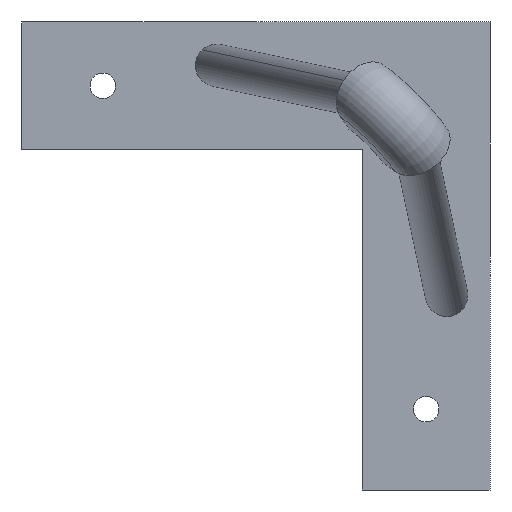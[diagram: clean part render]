
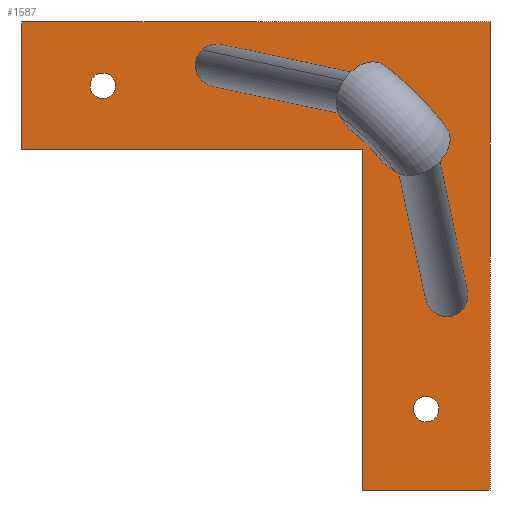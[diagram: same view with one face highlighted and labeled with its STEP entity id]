
A CAD part, front view. The second image highlights one B-rep face of the part: STEP entity #1587.
In plain terms, the highlighted planar face has unit normal (0, -1, 0).
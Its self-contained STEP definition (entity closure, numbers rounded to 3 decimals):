
#8 = AXIS2_PLACEMENT_3D ( 'NONE', #730, #275, #624 ) ;
#11 = CARTESIAN_POINT ( 'NONE',  ( -15., -3., -28. ) ) ;
#24 = CIRCLE ( 'NONE', #1150, 3. ) ;
#32 = CARTESIAN_POINT ( 'NONE',  ( -110., -3., -30. ) ) ;
#43 = CARTESIAN_POINT ( 'NONE',  ( 0., -3., 0. ) ) ;
#70 = AXIS2_PLACEMENT_3D ( 'NONE', #1471, #496, #508 ) ;
#76 = DIRECTION ( 'NONE',  ( 0., 1., 0. ) ) ;
#93 = VERTEX_POINT ( 'NONE', #439 ) ;
#99 = PLANE ( 'NONE',  #1413 ) ;
#104 = CARTESIAN_POINT ( 'NONE',  ( -15., -3., -34. ) ) ;
#120 = VECTOR ( 'NONE', #355, 1000. ) ;
#129 = ORIENTED_EDGE ( 'NONE', *, *, #1495, .T. ) ;
#146 = CARTESIAN_POINT ( 'NONE',  ( -15., -3., -94. ) ) ;
#148 = DIRECTION ( 'NONE',  ( -1., 0., 0. ) ) ;
#184 = CARTESIAN_POINT ( 'NONE',  ( -31., -3., -12. ) ) ;
#189 = VECTOR ( 'NONE', #556, 1000. ) ;
#191 = CARTESIAN_POINT ( 'NONE',  ( -15., -3., -88. ) ) ;
#192 = VECTOR ( 'NONE', #1342, 1000. ) ;
#193 = FACE_BOUND ( 'NONE', #807, .T. ) ;
#197 = EDGE_CURVE ( 'NONE', #1314, #1196, #760, .T. ) ;
#198 = ORIENTED_EDGE ( 'NONE', *, *, #466, .F. ) ;
#201 = CIRCLE ( 'NONE', #70, 3. ) ;
#210 = CARTESIAN_POINT ( 'NONE',  ( 0., -3., 0. ) ) ;
#212 = CARTESIAN_POINT ( 'NONE',  ( 0., -3., -110. ) ) ;
#215 = EDGE_LOOP ( 'NONE', ( #1080, #1298 ) ) ;
#243 = CARTESIAN_POINT ( 'NONE',  ( -110., -3., 0. ) ) ;
#244 = DIRECTION ( 'NONE',  ( 0., 0., 1. ) ) ;
#247 = EDGE_CURVE ( 'NONE', #641, #1435, #201, .T. ) ;
#270 = DIRECTION ( 'NONE',  ( 0., 0., -1. ) ) ;
#275 = DIRECTION ( 'NONE',  ( 0., 1., 0. ) ) ;
#314 = EDGE_CURVE ( 'NONE', #1338, #757, #24, .T. ) ;
#316 = CIRCLE ( 'NONE', #8, 3. ) ;
#334 = AXIS2_PLACEMENT_3D ( 'NONE', #1346, #1370, #739 ) ;
#352 = ORIENTED_EDGE ( 'NONE', *, *, #1282, .T. ) ;
#355 = DIRECTION ( 'NONE',  ( 1., 0., 0. ) ) ;
#364 = DIRECTION ( 'NONE',  ( 0., 0., 1. ) ) ;
#374 = EDGE_CURVE ( 'NONE', #566, #1538, #1358, .T. ) ;
#379 = ORIENTED_EDGE ( 'NONE', *, *, #197, .T. ) ;
#385 = CIRCLE ( 'NONE', #334, 3. ) ;
#389 = EDGE_CURVE ( 'NONE', #1538, #1068, #1021, .T. ) ;
#406 = EDGE_CURVE ( 'NONE', #93, #1018, #849, .T. ) ;
#407 = DIRECTION ( 'NONE',  ( 0., 1., 0. ) ) ;
#430 = CARTESIAN_POINT ( 'NONE',  ( -110., -3., -30. ) ) ;
#436 = ORIENTED_EDGE ( 'NONE', *, *, #1119, .T. ) ;
#439 = CARTESIAN_POINT ( 'NONE',  ( 0., -3., -110. ) ) ;
#455 = VERTEX_POINT ( 'NONE', #104 ) ;
#457 = ORIENTED_EDGE ( 'NONE', *, *, #247, .T. ) ;
#466 = EDGE_CURVE ( 'NONE', #1068, #890, #1087, .T. ) ;
#496 = DIRECTION ( 'NONE',  ( 0., 1., 0. ) ) ;
#508 = DIRECTION ( 'NONE',  ( 0., 0., 1. ) ) ;
#514 = CARTESIAN_POINT ( 'NONE',  ( -30., -3., -30. ) ) ;
#515 = AXIS2_PLACEMENT_3D ( 'NONE', #1368, #650, #655 ) ;
#524 = DIRECTION ( 'NONE',  ( 0., 0., 1. ) ) ;
#556 = DIRECTION ( 'NONE',  ( 0., 0., 1. ) ) ;
#566 = VERTEX_POINT ( 'NONE', #514 ) ;
#582 = EDGE_LOOP ( 'NONE', ( #457, #436 ) ) ;
#624 = DIRECTION ( 'NONE',  ( 0., 0., 1. ) ) ;
#641 = VERTEX_POINT ( 'NONE', #191 ) ;
#650 = DIRECTION ( 'NONE',  ( 0., 1., 0. ) ) ;
#655 = DIRECTION ( 'NONE',  ( 0., 0., 1. ) ) ;
#669 = CIRCLE ( 'NONE', #958, 3. ) ;
#672 = DIRECTION ( 'NONE',  ( 0., 1., 0. ) ) ;
#673 = FACE_BOUND ( 'NONE', #215, .T. ) ;
#694 = EDGE_LOOP ( 'NONE', ( #1348, #129 ) ) ;
#702 = DIRECTION ( 'NONE',  ( 0., 1., 0. ) ) ;
#713 = DIRECTION ( 'NONE',  ( 0., 1., 0. ) ) ;
#730 = CARTESIAN_POINT ( 'NONE',  ( -91., -3., -15. ) ) ;
#733 = EDGE_CURVE ( 'NONE', #1472, #455, #979, .T. ) ;
#739 = DIRECTION ( 'NONE',  ( 0., 0., 1. ) ) ;
#757 = VERTEX_POINT ( 'NONE', #945 ) ;
#760 = CIRCLE ( 'NONE', #896, 3. ) ;
#785 = LINE ( 'NONE', #1512, #189 ) ;
#794 = FACE_BOUND ( 'NONE', #694, .T. ) ;
#807 = EDGE_LOOP ( 'NONE', ( #352, #379 ) ) ;
#849 = LINE ( 'NONE', #212, #192 ) ;
#862 = VECTOR ( 'NONE', #148, 1000. ) ;
#890 = VERTEX_POINT ( 'NONE', #1147 ) ;
#891 = DIRECTION ( 'NONE',  ( 0., 0., 1. ) ) ;
#896 = AXIS2_PLACEMENT_3D ( 'NONE', #1221, #713, #244 ) ;
#945 = CARTESIAN_POINT ( 'NONE',  ( -91., -3., -12. ) ) ;
#958 = AXIS2_PLACEMENT_3D ( 'NONE', #1136, #407, #891 ) ;
#979 = CIRCLE ( 'NONE', #1261, 3. ) ;
#994 = CARTESIAN_POINT ( 'NONE',  ( -110., -3., 0. ) ) ;
#1011 = LINE ( 'NONE', #43, #1441 ) ;
#1018 = VERTEX_POINT ( 'NONE', #1222 ) ;
#1021 = LINE ( 'NONE', #32, #1279 ) ;
#1068 = VERTEX_POINT ( 'NONE', #994 ) ;
#1080 = ORIENTED_EDGE ( 'NONE', *, *, #1394, .T. ) ;
#1087 = LINE ( 'NONE', #243, #120 ) ;
#1101 = EDGE_LOOP ( 'NONE', ( #198, #1527, #1445, #1322, #1303, #1362 ) ) ;
#1110 = CIRCLE ( 'NONE', #515, 3. ) ;
#1119 = EDGE_CURVE ( 'NONE', #1435, #641, #1110, .T. ) ;
#1136 = CARTESIAN_POINT ( 'NONE',  ( -15., -3., -31. ) ) ;
#1144 = CARTESIAN_POINT ( 'NONE',  ( -15., -3., -31. ) ) ;
#1147 = CARTESIAN_POINT ( 'NONE',  ( 0., -3., 0. ) ) ;
#1150 = AXIS2_PLACEMENT_3D ( 'NONE', #1457, #702, #364 ) ;
#1193 = DIRECTION ( 'NONE',  ( 0., 0., 1. ) ) ;
#1195 = FACE_OUTER_BOUND ( 'NONE', #1101, .T. ) ;
#1196 = VERTEX_POINT ( 'NONE', #184 ) ;
#1221 = CARTESIAN_POINT ( 'NONE',  ( -31., -3., -15. ) ) ;
#1222 = CARTESIAN_POINT ( 'NONE',  ( -30., -3., -110. ) ) ;
#1251 = CARTESIAN_POINT ( 'NONE',  ( -30., -3., -30. ) ) ;
#1261 = AXIS2_PLACEMENT_3D ( 'NONE', #1144, #672, #1193 ) ;
#1279 = VECTOR ( 'NONE', #524, 1000. ) ;
#1282 = EDGE_CURVE ( 'NONE', #1196, #1314, #385, .T. ) ;
#1298 = ORIENTED_EDGE ( 'NONE', *, *, #314, .T. ) ;
#1303 = ORIENTED_EDGE ( 'NONE', *, *, #406, .F. ) ;
#1314 = VERTEX_POINT ( 'NONE', #1352 ) ;
#1322 = ORIENTED_EDGE ( 'NONE', *, *, #1548, .F. ) ;
#1338 = VERTEX_POINT ( 'NONE', #1360 ) ;
#1342 = DIRECTION ( 'NONE',  ( -1., 0., 0. ) ) ;
#1346 = CARTESIAN_POINT ( 'NONE',  ( -31., -3., -15. ) ) ;
#1348 = ORIENTED_EDGE ( 'NONE', *, *, #733, .T. ) ;
#1352 = CARTESIAN_POINT ( 'NONE',  ( -31., -3., -18. ) ) ;
#1358 = LINE ( 'NONE', #1251, #862 ) ;
#1360 = CARTESIAN_POINT ( 'NONE',  ( -91., -3., -18. ) ) ;
#1362 = ORIENTED_EDGE ( 'NONE', *, *, #1439, .F. ) ;
#1368 = CARTESIAN_POINT ( 'NONE',  ( -15., -3., -91. ) ) ;
#1370 = DIRECTION ( 'NONE',  ( 0., 1., 0. ) ) ;
#1394 = EDGE_CURVE ( 'NONE', #757, #1338, #316, .T. ) ;
#1409 = FACE_BOUND ( 'NONE', #582, .T. ) ;
#1413 = AXIS2_PLACEMENT_3D ( 'NONE', #210, #76, #1540 ) ;
#1435 = VERTEX_POINT ( 'NONE', #146 ) ;
#1439 = EDGE_CURVE ( 'NONE', #890, #93, #1011, .T. ) ;
#1441 = VECTOR ( 'NONE', #270, 1000. ) ;
#1445 = ORIENTED_EDGE ( 'NONE', *, *, #374, .F. ) ;
#1457 = CARTESIAN_POINT ( 'NONE',  ( -91., -3., -15. ) ) ;
#1471 = CARTESIAN_POINT ( 'NONE',  ( -15., -3., -91. ) ) ;
#1472 = VERTEX_POINT ( 'NONE', #11 ) ;
#1495 = EDGE_CURVE ( 'NONE', #455, #1472, #669, .T. ) ;
#1512 = CARTESIAN_POINT ( 'NONE',  ( -30., -3., -110. ) ) ;
#1527 = ORIENTED_EDGE ( 'NONE', *, *, #389, .F. ) ;
#1538 = VERTEX_POINT ( 'NONE', #430 ) ;
#1540 = DIRECTION ( 'NONE',  ( 0., 0., 1. ) ) ;
#1548 = EDGE_CURVE ( 'NONE', #1018, #566, #785, .T. ) ;
#1587 = ADVANCED_FACE ( 'NONE', ( #1409, #794, #193, #673, #1195 ), #99, .F. ) ;
